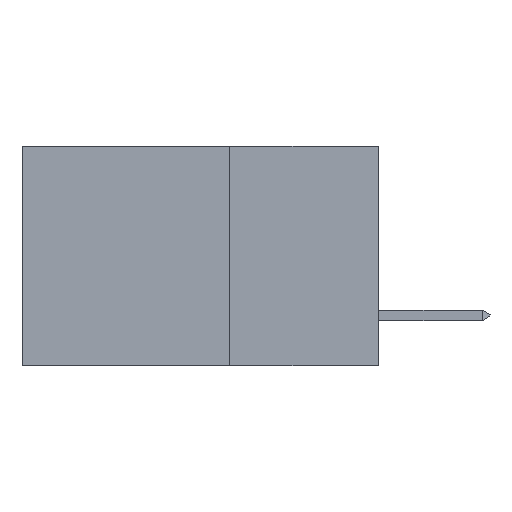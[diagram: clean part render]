
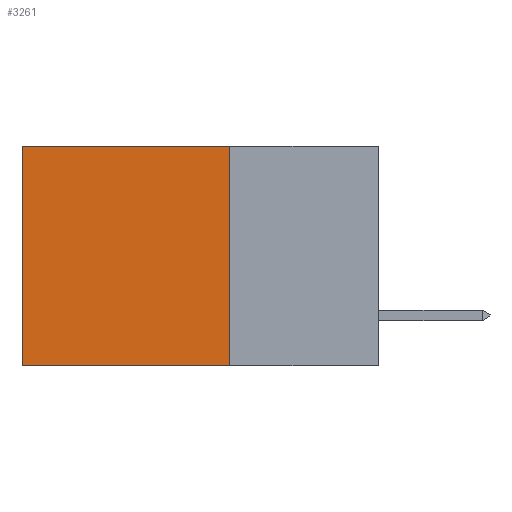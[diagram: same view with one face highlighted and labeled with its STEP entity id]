
A CAD part, left-side view. The second image highlights one B-rep face of the part: STEP entity #3261.
In plain terms, the highlighted planar face has unit normal (-1, 0, 0).
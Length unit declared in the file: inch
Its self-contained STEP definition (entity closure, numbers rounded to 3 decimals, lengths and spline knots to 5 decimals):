
#330 = CARTESIAN_POINT ( 'NONE',  ( 0.298, 0.25, 0. ) ) ;
#1239 = CARTESIAN_POINT ( 'NONE',  ( 0.298, 0.25, 0. ) ) ;
#2567 = DIRECTION ( 'NONE',  ( 0., 1., 0. ) ) ;
#2738 = DIRECTION ( 'NONE',  ( 0., 1., 0. ) ) ;
#3139 = ORIENTED_EDGE ( 'NONE', *, *, #7990, .F. ) ;
#3236 = VERTEX_POINT ( 'NONE', #27779 ) ;
#3261 = ADVANCED_FACE ( 'NONE', ( #26660 ), #20819, .F. ) ;
#3957 = LINE ( 'NONE', #24681, #18805 ) ;
#4715 = ORIENTED_EDGE ( 'NONE', *, *, #29267, .F. ) ;
#6964 = DIRECTION ( 'NONE',  ( 1., 0., 0. ) ) ;
#7990 = EDGE_CURVE ( 'NONE', #10314, #23285, #21752, .T. ) ;
#8954 = CARTESIAN_POINT ( 'NONE',  ( 0.298, 0.25, -0.37 ) ) ;
#9292 = EDGE_CURVE ( 'NONE', #20107, #3236, #27192, .T. ) ;
#9878 = VECTOR ( 'NONE', #2567, 39.37008 ) ;
#10314 = VERTEX_POINT ( 'NONE', #8954 ) ;
#10503 = ORIENTED_EDGE ( 'NONE', *, *, #9292, .T. ) ;
#10829 = DIRECTION ( 'NONE',  ( 0., 0., -1. ) ) ;
#14651 = EDGE_CURVE ( 'NONE', #3236, #23285, #3957, .T. ) ;
#14827 = CARTESIAN_POINT ( 'NONE',  ( 0.298, 0.6, -0.37 ) ) ;
#15203 = VECTOR ( 'NONE', #21898, 39.37008 ) ;
#15700 = CARTESIAN_POINT ( 'NONE',  ( 0.298, 0.25, -0.37 ) ) ;
#18283 = CARTESIAN_POINT ( 'NONE',  ( 0.298, 0.25, 0. ) ) ;
#18805 = VECTOR ( 'NONE', #10829, 39.37008 ) ;
#20107 = VERTEX_POINT ( 'NONE', #330 ) ;
#20819 = PLANE ( 'NONE',  #23426 ) ;
#21752 = LINE ( 'NONE', #15700, #9878 ) ;
#21898 = DIRECTION ( 'NONE',  ( 0., 0., -1. ) ) ;
#23143 = DIRECTION ( 'NONE',  ( 0., 0., -1. ) ) ;
#23285 = VERTEX_POINT ( 'NONE', #14827 ) ;
#23426 = AXIS2_PLACEMENT_3D ( 'NONE', #18283, #6964, #23143 ) ;
#24251 = CARTESIAN_POINT ( 'NONE',  ( 0.298, 0.25, 0. ) ) ;
#24331 = EDGE_LOOP ( 'NONE', ( #25650, #3139, #4715, #10503 ) ) ;
#24681 = CARTESIAN_POINT ( 'NONE',  ( 0.298, 0.6, 0. ) ) ;
#25650 = ORIENTED_EDGE ( 'NONE', *, *, #14651, .T. ) ;
#26090 = VECTOR ( 'NONE', #2738, 39.37008 ) ;
#26105 = LINE ( 'NONE', #1239, #15203 ) ;
#26660 = FACE_OUTER_BOUND ( 'NONE', #24331, .T. ) ;
#27192 = LINE ( 'NONE', #24251, #26090 ) ;
#27779 = CARTESIAN_POINT ( 'NONE',  ( 0.298, 0.6, 0. ) ) ;
#29267 = EDGE_CURVE ( 'NONE', #20107, #10314, #26105, .T. ) ;
